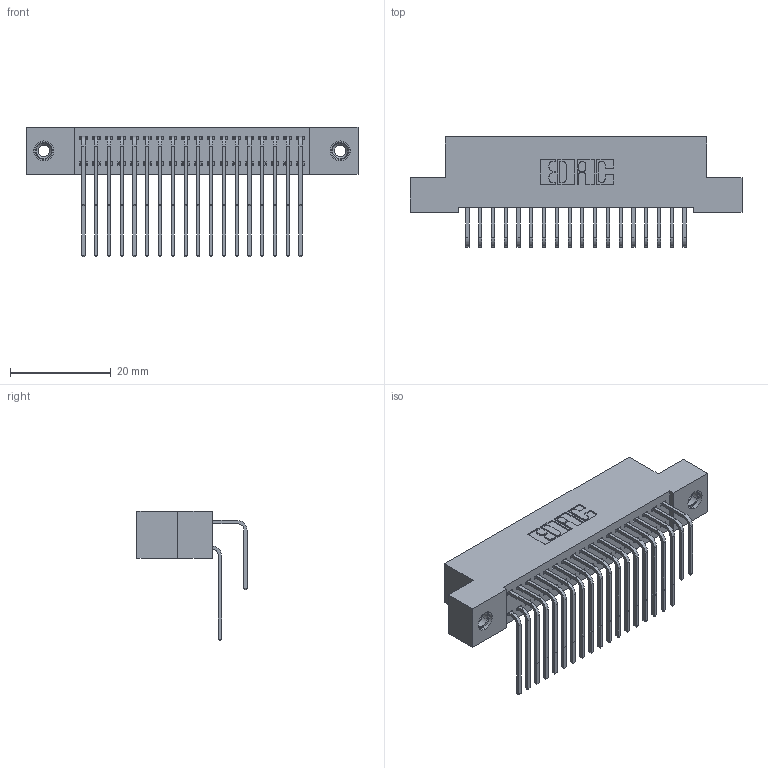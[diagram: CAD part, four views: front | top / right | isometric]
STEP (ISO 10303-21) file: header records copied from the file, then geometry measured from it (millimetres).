
FILE_DESCRIPTION (( 'STEP AP203' ), '1' );
FILE_NAME ('392-036-558-208.STEP', '2019-10-07T17:39:43', ( '' ), ( '' ), 'SwSTEP 2.0', 'SolidWorks 2016', '' );
FILE_SCHEMA (( 'CONFIG_CONTROL_DESIGN' ));
Length unit declared in the file: inch
Products named in the file (5): 342 Part_TI; 345-292-001_558 559 Tail - 1; 345-292-001_558 Tail - 2; 345-250-001_345-250-003-102; 392-036-558-208
Assembly tree (39 placements, depth 2):
  392-036-558-208
    342 Part_TI
    345-292-001_558 559 Tail - 1  x18
    345-292-001_558 Tail - 2  x18
    345-250-001_345-250-003-102  x2
Bounding box: 66.04 x 21.91 x 25.78 mm (x, y, z)
Volume: 6022.1 mm3; surface area: 10160.8 mm2
Topology: 39 solids, 39 shells, 2114 faces, 6231 edges, 4098 vertices
Faces by surface type: plane 1466, cylinder 632, cone 12, torus 4
Entity records: 17522 total; most frequent: CARTESIAN_POINT 2964, ORIENTED_EDGE 2842, DIRECTION 2587, EDGE_CURVE 1421, LINE 1233, VECTOR 1233, VERTEX_POINT 940, AXIS2_PLACEMENT_3D 677
